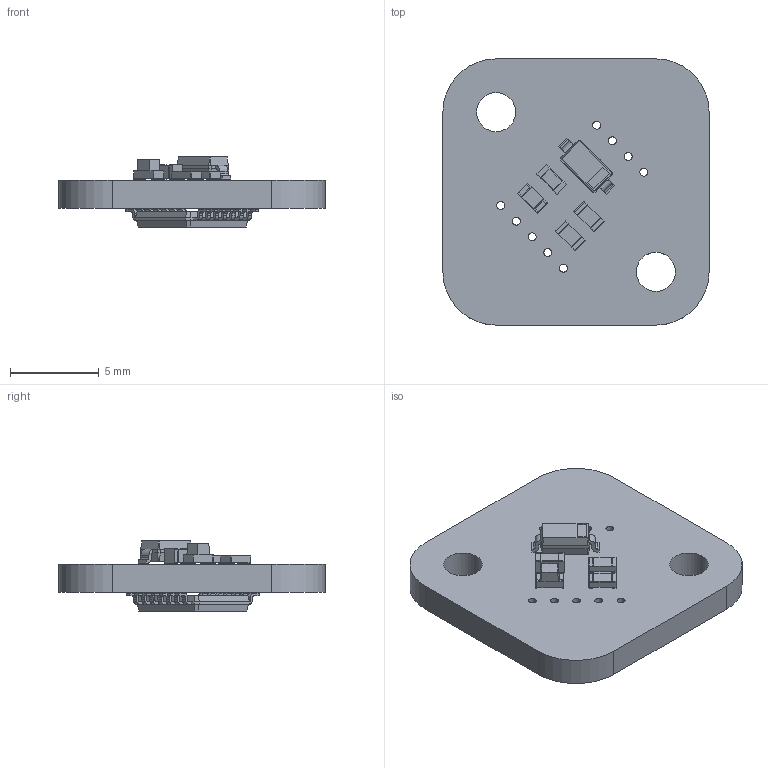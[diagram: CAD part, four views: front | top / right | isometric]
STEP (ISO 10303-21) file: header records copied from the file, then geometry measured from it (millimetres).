
FILE_DESCRIPTION(('KiCad electronic assembly'),'2;1');
FILE_NAME('as5047-mounting_v2.0.step','2024-05-08T18:08:13',('Pcbnew'),( 'Kicad'),'Open CASCADE STEP processor 7.7','KiCad to STEP converter' ,'Unknown');
FILE_SCHEMA(('AUTOMOTIVE_DESIGN { 1 0 10303 214 1 1 1 1 }'));
Length unit declared in the file: millimetre
Products named in the file (12): as5047-mounting_v2.0 1; R_0603_1608Metric; LED_0603_1608Metric; D_SOD-123; D_SOD_123; C_0603_1608Metric; TSSOP-14_4.4x5mm_P0.65mm; TSSOP_14_44x5mm_P065mm; as5047-mounting_v2.0_PCB
Assembly tree (12 placements, depth 3):
  as5047-mounting_v2.0 1
    R_0603_1608Metric  x2
      R_0603_1608Metric
    LED_0603_1608Metric
      LED_0603_1608Metric
    D_SOD-123
      D_SOD_123
    C_0603_1608Metric
      C_0603_1608Metric
    TSSOP-14_4.4x5mm_P0.65mm
      TSSOP_14_44x5mm_P065mm
    as5047-mounting_v2.0_PCB
Bounding box: 15 x 15 x 3.95 mm (x, y, z)
Volume: 360.7 mm3; surface area: 662.6 mm2
Topology: 7 solids, 7 shells, 464 faces, 1203 edges, 758 vertices
Faces by surface type: plane 284, cylinder 116, bspline 64
Full cylindrical faces by diameter (mm): 0.45 x9, 0.5 x1, 2.2 x2
Entity records: 16259 total; most frequent: CARTESIAN_POINT 2556, ORIENTED_EDGE 2270, DIRECTION 2061, EDGE_CURVE 1135, LINE 855, VECTOR 855, VERTEX_POINT 714, AXIS2_PLACEMENT_3D 603
